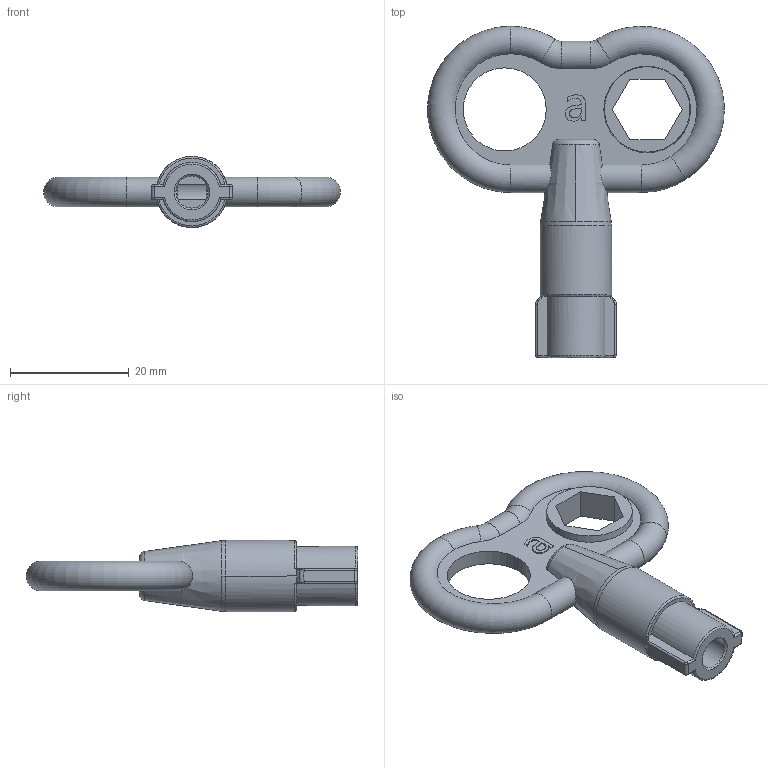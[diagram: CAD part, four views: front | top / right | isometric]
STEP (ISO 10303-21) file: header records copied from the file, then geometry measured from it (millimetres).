
FILE_DESCRIPTION (( 'STEP AP203' ), '1' );
FILE_NAME ('AP04.05.35.0 PLASTIK.STEP', '2022-07-26T12:26:45', ( '' ), ( '' ), 'SwSTEP 2.0', 'SolidWorks 2021', '' );
FILE_SCHEMA (( 'CONFIG_CONTROL_DESIGN' ));
Length unit declared in the file: millimetre
Products named in the file (1): AP04.05.35.0 PLASTIK
Bounding box: 49.96 x 55.8 x 12 mm (x, y, z)
Surface area: 4293.8 mm2 (no closed solid volume)
Topology: 0 solids, 1 shells, 118 faces, 325 edges, 211 vertices
Faces by surface type: plane 35, bspline 34, torus 19, cylinder 17, cone 13
Entity records: 5736 total; most frequent: CARTESIAN_POINT 3084, ORIENTED_EDGE 632, DIRECTION 363, EDGE_CURVE 325, VERTEX_POINT 211, B_SPLINE_CURVE_WITH_KNOTS 163, EDGE_LOOP 129, AXIS2_PLACEMENT_3D 124
